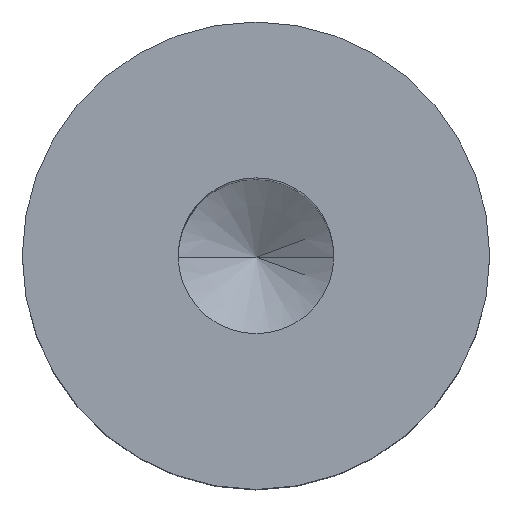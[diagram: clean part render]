
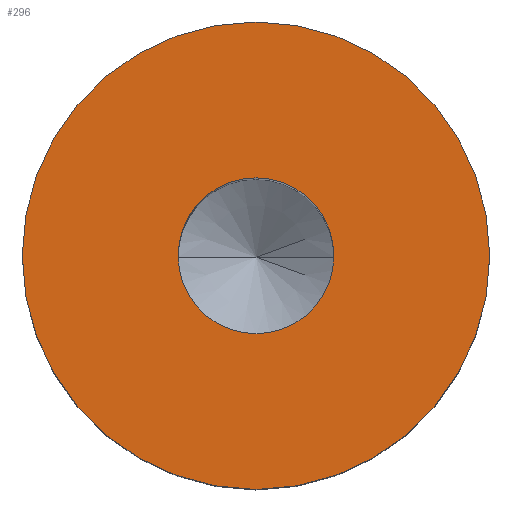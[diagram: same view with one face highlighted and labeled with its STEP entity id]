
A CAD part, top view. The second image highlights one B-rep face of the part: STEP entity #296.
In plain terms, the highlighted planar face has unit normal (0, 0, 1).
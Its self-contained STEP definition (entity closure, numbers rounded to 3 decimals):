
#3 = EDGE_CURVE ( 'NONE', #132, #309, #202, .T. ) ;
#4 = CARTESIAN_POINT ( 'NONE',  ( -1.5, 0., 2. ) ) ;
#13 = CARTESIAN_POINT ( 'NONE',  ( 0., 0., 2. ) ) ;
#53 = DIRECTION ( 'NONE',  ( 1., 0., 0. ) ) ;
#55 = EDGE_CURVE ( 'NONE', #309, #132, #226, .T. ) ;
#72 = CARTESIAN_POINT ( 'NONE',  ( 0., 0., 2. ) ) ;
#84 = ORIENTED_EDGE ( 'NONE', *, *, #316, .T. ) ;
#96 = CARTESIAN_POINT ( 'NONE',  ( 1.5, 0., 2. ) ) ;
#100 = ORIENTED_EDGE ( 'NONE', *, *, #3, .F. ) ;
#109 = DIRECTION ( 'NONE',  ( 0., 0., 1. ) ) ;
#114 = VERTEX_POINT ( 'NONE', #4 ) ;
#121 = DIRECTION ( 'NONE',  ( 0., 0., 1. ) ) ;
#125 = FACE_BOUND ( 'NONE', #288, .T. ) ;
#132 = VERTEX_POINT ( 'NONE', #210 ) ;
#135 = DIRECTION ( 'NONE',  ( 1., 0., 0. ) ) ;
#137 = DIRECTION ( 'NONE',  ( 0., 0., 1. ) ) ;
#185 = DIRECTION ( 'NONE',  ( 0., 0., 1. ) ) ;
#194 = DIRECTION ( 'NONE',  ( 1., 0., 0. ) ) ;
#198 = AXIS2_PLACEMENT_3D ( 'NONE', #13, #137, #135 ) ;
#202 = CIRCLE ( 'NONE', #232, 0.5 ) ;
#205 = DIRECTION ( 'NONE',  ( 1., 0., 0. ) ) ;
#206 = AXIS2_PLACEMENT_3D ( 'NONE', #323, #121, #205 ) ;
#210 = CARTESIAN_POINT ( 'NONE',  ( 0.5, 0., 2. ) ) ;
#225 = CARTESIAN_POINT ( 'NONE',  ( 0., 0., 2. ) ) ;
#226 = CIRCLE ( 'NONE', #206, 0.5 ) ;
#232 = AXIS2_PLACEMENT_3D ( 'NONE', #225, #286, #53 ) ;
#256 = ORIENTED_EDGE ( 'NONE', *, *, #353, .T. ) ;
#260 = AXIS2_PLACEMENT_3D ( 'NONE', #72, #185, #280 ) ;
#275 = CIRCLE ( 'NONE', #260, 1.5 ) ;
#280 = DIRECTION ( 'NONE',  ( 1., 0., 0. ) ) ;
#281 = VERTEX_POINT ( 'NONE', #96 ) ;
#285 = AXIS2_PLACEMENT_3D ( 'NONE', #308, #109, #194 ) ;
#286 = DIRECTION ( 'NONE',  ( 0., 0., 1. ) ) ;
#288 = EDGE_LOOP ( 'NONE', ( #100, #315 ) ) ;
#296 = ADVANCED_FACE ( 'NONE', ( #125, #355 ), #329, .T. ) ;
#299 = CIRCLE ( 'NONE', #198, 1.5 ) ;
#308 = CARTESIAN_POINT ( 'NONE',  ( 0., 0., 2. ) ) ;
#309 = VERTEX_POINT ( 'NONE', #336 ) ;
#315 = ORIENTED_EDGE ( 'NONE', *, *, #55, .F. ) ;
#316 = EDGE_CURVE ( 'NONE', #114, #281, #275, .T. ) ;
#323 = CARTESIAN_POINT ( 'NONE',  ( 0., 0., 2. ) ) ;
#329 = PLANE ( 'NONE',  #285 ) ;
#336 = CARTESIAN_POINT ( 'NONE',  ( -0.5, 0., 2. ) ) ;
#344 = EDGE_LOOP ( 'NONE', ( #84, #256 ) ) ;
#353 = EDGE_CURVE ( 'NONE', #281, #114, #299, .T. ) ;
#355 = FACE_OUTER_BOUND ( 'NONE', #344, .T. ) ;
